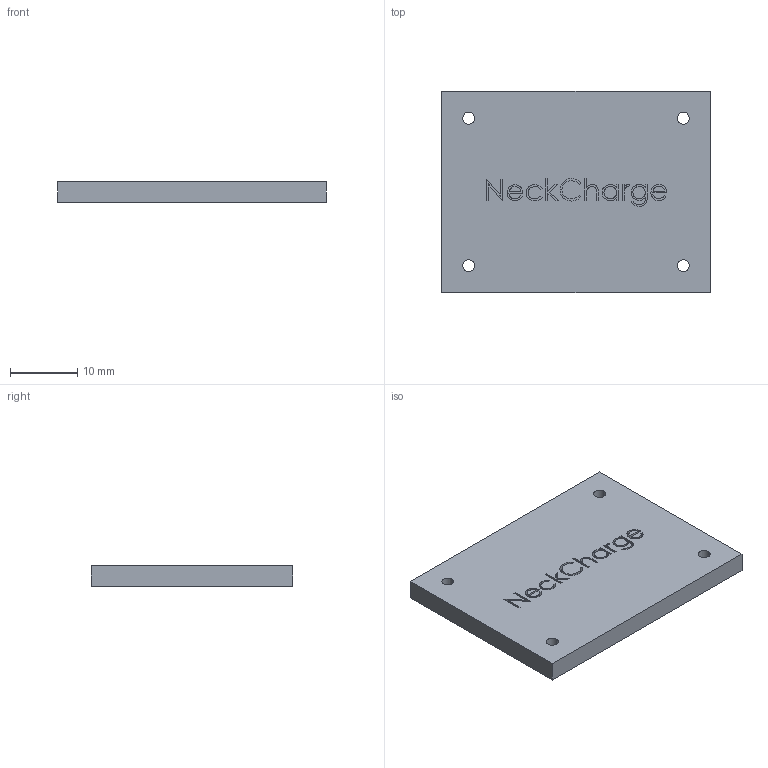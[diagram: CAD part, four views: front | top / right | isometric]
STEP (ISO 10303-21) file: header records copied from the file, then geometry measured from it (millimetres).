
FILE_DESCRIPTION (( 'STEP AP214' ), '1' );
FILE_NAME ('Tutup-Charger.STEP', '2023-11-21T13:38:50', ( '' ), ( '' ), 'SwSTEP 2.0', 'SolidWorks 2020', '' );
FILE_SCHEMA (( 'AUTOMOTIVE_DESIGN' ));
Length unit declared in the file: millimetre
Products named in the file (1): Tutup-Charger
Bounding box: 40 x 30 x 3 mm (x, y, z)
Volume: 2622.6 mm3; surface area: 3119 mm2
Topology: 1 solids, 1 shells, 159 faces, 426 edges, 284 vertices
Faces by surface type: plane 80, bspline 71, cylinder 8
Entity records: 8492 total; most frequent: CARTESIAN_POINT 4933, ORIENTED_EDGE 852, DIRECTION 478, EDGE_CURVE 426, VERTEX_POINT 284, VECTOR 268, LINE 268, EDGE_LOOP 182
